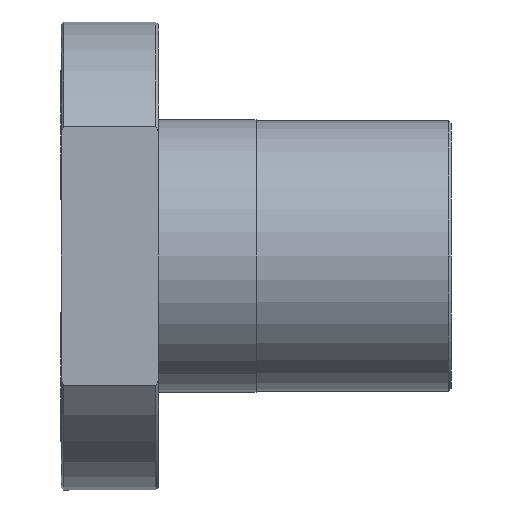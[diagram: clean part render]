
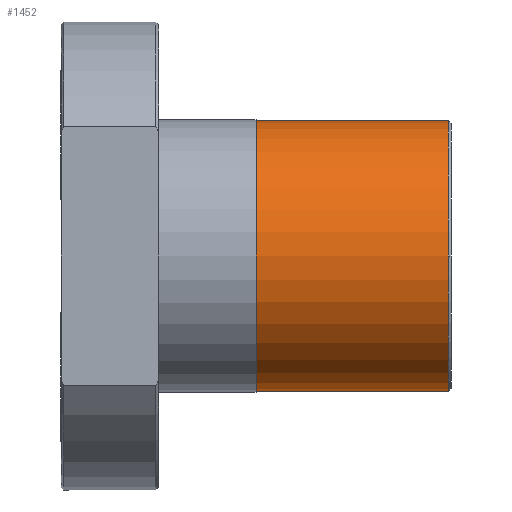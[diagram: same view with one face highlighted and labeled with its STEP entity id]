
A CAD part, front view. The second image highlights one B-rep face of the part: STEP entity #1452.
In plain terms, the highlighted cylindrical face has radius 13.9 mm (diameter 27.8 mm), a partial arc.
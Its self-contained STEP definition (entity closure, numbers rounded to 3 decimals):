
#59 = ORIENTED_EDGE ( 'NONE', *, *, #341, .T. ) ;
#94 = VERTEX_POINT ( 'NONE', #1650 ) ;
#112 = DIRECTION ( 'NONE',  ( 1., 0., 0. ) ) ;
#150 = CARTESIAN_POINT ( 'NONE',  ( 1500., 0., 0. ) ) ;
#237 = EDGE_CURVE ( 'NONE', #1509, #94, #2785, .T. ) ;
#251 = AXIS2_PLACEMENT_3D ( 'NONE', #1606, #3109, #1183 ) ;
#341 = EDGE_CURVE ( 'NONE', #1927, #2075, #2965, .T. ) ;
#368 = CARTESIAN_POINT ( 'NONE',  ( 1519.722, 0., 0. ) ) ;
#495 = CARTESIAN_POINT ( 'NONE',  ( 1519.722, -13.9, 0. ) ) ;
#616 = DIRECTION ( 'NONE',  ( 0., 0., -1. ) ) ;
#668 = EDGE_CURVE ( 'NONE', #2587, #94, #2553, .T. ) ;
#670 = ORIENTED_EDGE ( 'NONE', *, *, #237, .T. ) ;
#812 = CARTESIAN_POINT ( 'NONE',  ( 1509.861, 0., 13.9 ) ) ;
#878 = ORIENTED_EDGE ( 'NONE', *, *, #2834, .F. ) ;
#903 = CYLINDRICAL_SURFACE ( 'NONE', #2539, 13.9 ) ;
#1183 = DIRECTION ( 'NONE',  ( 0., 0., -1. ) ) ;
#1201 = DIRECTION ( 'NONE',  ( 1., 0., 0. ) ) ;
#1376 = DIRECTION ( 'NONE',  ( 0., 0., -1. ) ) ;
#1409 = EDGE_LOOP ( 'NONE', ( #2545, #878, #59, #2019, #670 ) ) ;
#1452 = ADVANCED_FACE ( 'NONE', ( #2632 ), #903, .T. ) ;
#1509 = VERTEX_POINT ( 'NONE', #495 ) ;
#1586 = DIRECTION ( 'NONE',  ( 1., 0., 0. ) ) ;
#1606 = CARTESIAN_POINT ( 'NONE',  ( 1519.722, 0., 0. ) ) ;
#1650 = CARTESIAN_POINT ( 'NONE',  ( 1519.722, 0., 13.9 ) ) ;
#1698 = EDGE_CURVE ( 'NONE', #2075, #1509, #3076, .T. ) ;
#1714 = AXIS2_PLACEMENT_3D ( 'NONE', #368, #1819, #2566 ) ;
#1819 = DIRECTION ( 'NONE',  ( -1., 0., 0. ) ) ;
#1842 = CARTESIAN_POINT ( 'NONE',  ( 1500., 0., -13.9 ) ) ;
#1927 = VERTEX_POINT ( 'NONE', #1842 ) ;
#2019 = ORIENTED_EDGE ( 'NONE', *, *, #1698, .T. ) ;
#2075 = VERTEX_POINT ( 'NONE', #2568 ) ;
#2105 = VECTOR ( 'NONE', #1586, 1000. ) ;
#2136 = VECTOR ( 'NONE', #112, 1000. ) ;
#2238 = AXIS2_PLACEMENT_3D ( 'NONE', #150, #2770, #616 ) ;
#2442 = CARTESIAN_POINT ( 'NONE',  ( 1500., 0., 13.9 ) ) ;
#2485 = CARTESIAN_POINT ( 'NONE',  ( 1509.861, 0., -13.9 ) ) ;
#2492 = CIRCLE ( 'NONE', #2238, 13.9 ) ;
#2539 = AXIS2_PLACEMENT_3D ( 'NONE', #3112, #1201, #1376 ) ;
#2545 = ORIENTED_EDGE ( 'NONE', *, *, #668, .F. ) ;
#2553 = LINE ( 'NONE', #812, #2105 ) ;
#2566 = DIRECTION ( 'NONE',  ( 0., 0., -1. ) ) ;
#2568 = CARTESIAN_POINT ( 'NONE',  ( 1519.722, 0., -13.9 ) ) ;
#2587 = VERTEX_POINT ( 'NONE', #2442 ) ;
#2632 = FACE_OUTER_BOUND ( 'NONE', #1409, .T. ) ;
#2770 = DIRECTION ( 'NONE',  ( -1., 0., 0. ) ) ;
#2785 = CIRCLE ( 'NONE', #1714, 13.9 ) ;
#2834 = EDGE_CURVE ( 'NONE', #1927, #2587, #2492, .T. ) ;
#2965 = LINE ( 'NONE', #2485, #2136 ) ;
#3076 = CIRCLE ( 'NONE', #251, 13.9 ) ;
#3109 = DIRECTION ( 'NONE',  ( -1., 0., 0. ) ) ;
#3112 = CARTESIAN_POINT ( 'NONE',  ( 1509.861, 0., 0. ) ) ;
